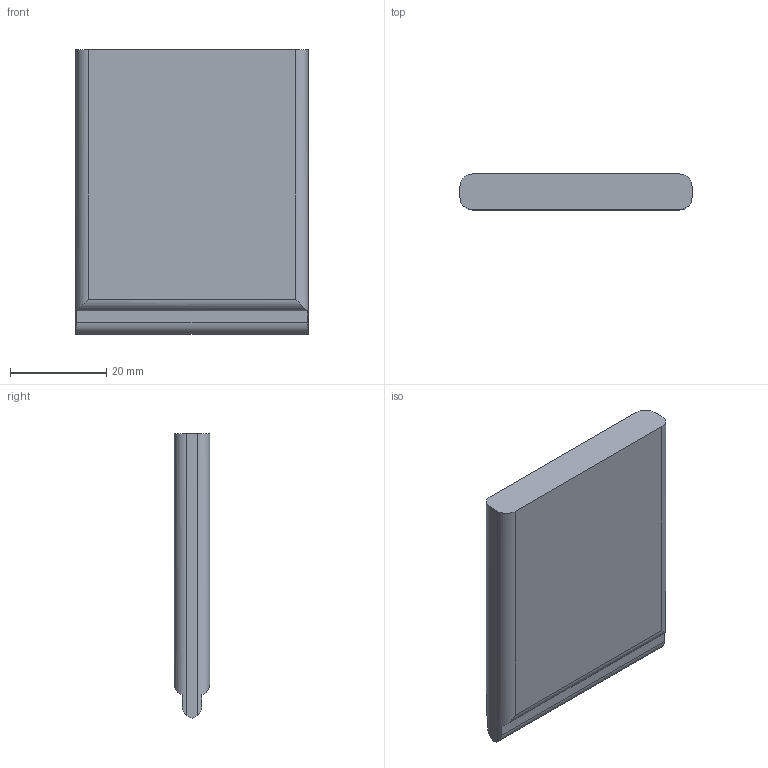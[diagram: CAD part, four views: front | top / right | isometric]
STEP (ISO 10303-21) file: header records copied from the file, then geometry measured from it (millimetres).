
FILE_DESCRIPTION (( 'STEP AP203' ), '1' );
FILE_NAME ('dum_battery.step', '2019-10-07T21:27:19', ( '' ), ( '' ), 'SwSTEP 2.0', 'SolidWorks 2017', '' );
FILE_SCHEMA (( 'CONFIG_CONTROL_DESIGN' ));
Length unit declared in the file: inch
Products named in the file (1): dum_battery
Bounding box: 48.13 x 7.38 x 59.08 mm (x, y, z)
Volume: 19679.4 mm3; surface area: 6793.4 mm2
Topology: 1 solids, 1 shells, 15 faces, 39 edges, 26 vertices
Faces by surface type: cylinder 8, plane 7
Entity records: 564 total; most frequent: CARTESIAN_POINT 125, ORIENTED_EDGE 78, DIRECTION 71, EDGE_CURVE 39, VERTEX_POINT 26, AXIS2_PLACEMENT_3D 24, VECTOR 23, LINE 23
